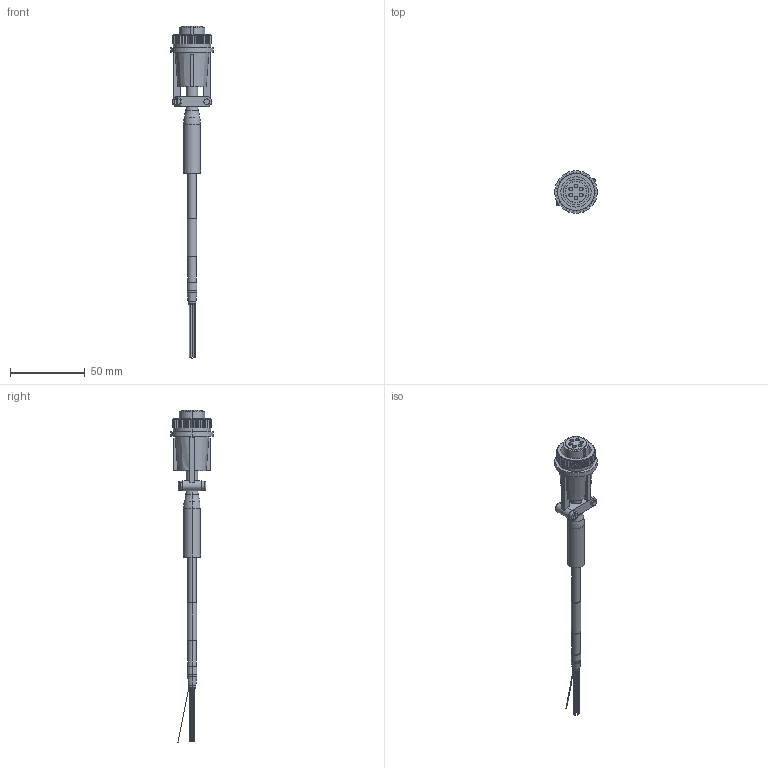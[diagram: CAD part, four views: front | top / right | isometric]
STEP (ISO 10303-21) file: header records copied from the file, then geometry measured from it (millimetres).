
FILE_DESCRIPTION (( 'STEP AP203' ), '1' );
FILE_NAME ('14XX CABLE CONN.STEP', '2019-05-14T21:44:15', ( '' ), ( '' ), 'SwSTEP 2.0', 'SolidWorks 2017', '' );
FILE_SCHEMA (( 'CONFIG_CONTROL_DESIGN' ));
Length unit declared in the file: inch
Products named in the file (1): 14XX CABLE CONN
Bounding box: 28.57 x 28.57 x 222.83 mm (x, y, z)
Volume: 22529.8 mm3; surface area: 14994.9 mm2
Topology: 2 solids, 2 shells, 306 faces, 694 edges, 450 vertices
Faces by surface type: plane 204, cylinder 72, torus 18, cone 10, bspline 2
Entity records: 8793 total; most frequent: CARTESIAN_POINT 1579, DIRECTION 1572, ORIENTED_EDGE 1388, EDGE_CURVE 694, AXIS2_PLACEMENT_3D 591, VERTEX_POINT 450, LINE 390, VECTOR 390
